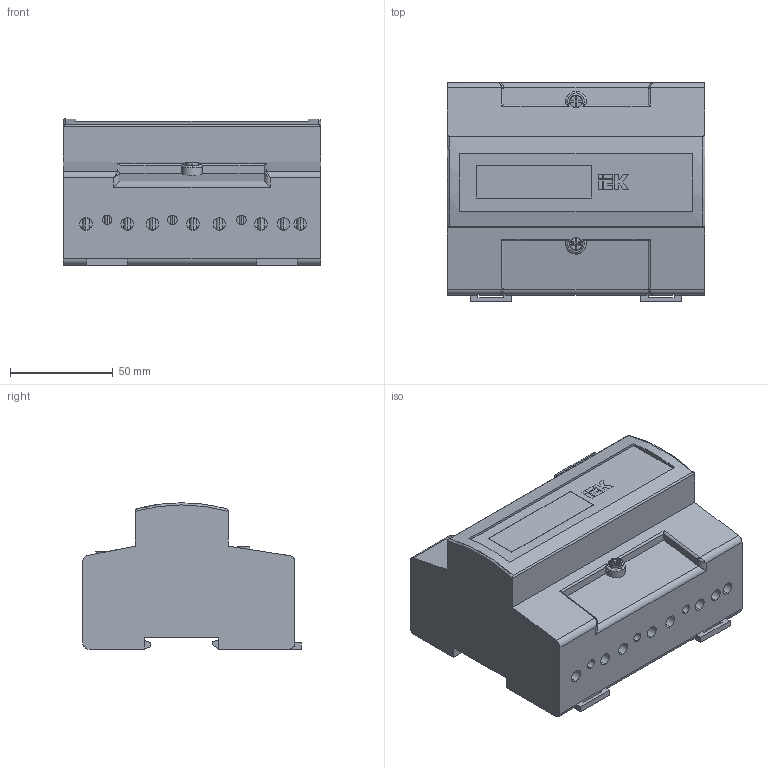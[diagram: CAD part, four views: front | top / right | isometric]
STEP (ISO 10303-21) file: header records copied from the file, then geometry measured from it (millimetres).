
FILE_DESCRIPTION (( 'STEP AP214' ), '1' );
FILE_NAME ('R2.STEP', '2018-03-20T06:43:00', ( 'AutoBVT' ), ( 'Microsoft' ), 'SwSTEP 2.0', 'SolidWorks 2014', '' );
FILE_SCHEMA (( 'AUTOMOTIVE_DESIGN' ));
Length unit declared in the file: millimetre
Products named in the file (1): R2
Bounding box: 125 x 106 x 71.02 mm (x, y, z)
Volume: 691838 mm3; surface area: 59296.6 mm2
Topology: 1 solids, 1 shells, 274 faces, 775 edges, 487 vertices
Faces by surface type: plane 167, cylinder 93, bspline 12, torus 2
Entity records: 10445 total; most frequent: CARTESIAN_POINT 3650, ORIENTED_EDGE 1542, DIRECTION 1230, EDGE_CURVE 771, LINE 524, VECTOR 524, VERTEX_POINT 487, AXIS2_PLACEMENT_3D 353
